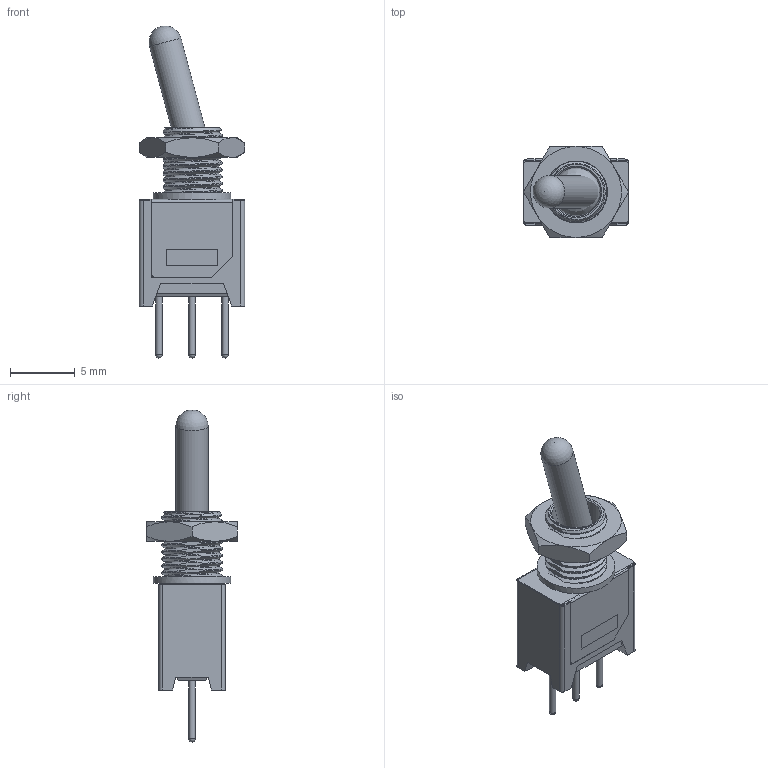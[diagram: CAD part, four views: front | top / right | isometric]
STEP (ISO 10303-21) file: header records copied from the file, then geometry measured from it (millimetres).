
FILE_DESCRIPTION(/* description */ (''),/* implementation_level */ '2;1');
FILE_NAME(/* name */ '200-MSP-1-T3-B1-M2-PE-rev2.step',/* time_stamp */ '2020-07-06T18:29:45+02:00',/* author */ (''),/* organization */ (''),/* preprocessor_version */ 'ST-DEVELOPER v18.1',/* originating_system */ 'Autodesk Translation Framework v9.3.0.1241',/* authorisation */ '');
FILE_SCHEMA (('AUTOMOTIVE_DESIGN { 1 0 10303 214 3 1 1 }'));
Length unit declared in the file: millimetre
Products named in the file (1): Taiway sub miniature switch spdt
Bounding box: 8.1 x 7 x 25.54 mm (x, y, z)
Volume: 464.7 mm3; surface area: 1027.4 mm2
Topology: 6 solids, 6 shells, 281 faces, 742 edges, 486 vertices
Faces by surface type: plane 148, bspline 61, cylinder 53, cone 15, sphere 4
Full cylindrical faces by diameter (mm): 0.5 x3, 2.5 x1, 3.75 x4, 4.176 x4, 4.75 x1, 6 x1
Entity records: 12217 total; most frequent: CARTESIAN_POINT 5824, ORIENTED_EDGE 1476, DIRECTION 1016, EDGE_CURVE 738, VERTEX_POINT 486, LINE 422, VECTOR 422, EDGE_LOOP 306
